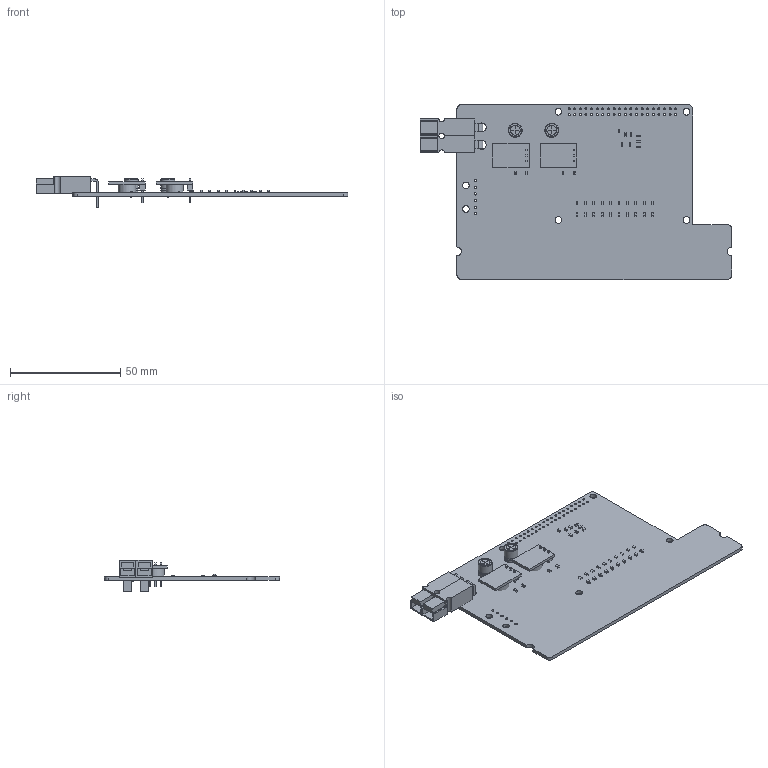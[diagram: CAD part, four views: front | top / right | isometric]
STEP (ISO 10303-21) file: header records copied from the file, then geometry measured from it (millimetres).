
FILE_DESCRIPTION(('KiCad electronic assembly'),'2;1');
FILE_NAME('NavBoard_Hardware.step','2021-11-18T18:32:51',('An Author'),( 'A Company'),'Open CASCADE STEP processor 6.9', 'KiCad to STEP converter','Unknown');
FILE_SCHEMA(('AUTOMOTIVE_DESIGN { 1 0 10303 214 1 1 1 1 }'));
Length unit declared in the file: millimetre
Products named in the file (14): Open CASCADE STEP translator 6.9 1; CP_Radial_D6.3mm_P2.50mm; SOLID; C_0603_1608Metric; Anderson_2_Horizontal_Side_by_Side; COMPOUND; LED_0603_1608Metric; R_0603_1608Metric; OKI
Assembly tree (44 placements, depth 3):
  Open CASCADE STEP translator 6.9 1
    CP_Radial_D6.3mm_P2.50mm  x2
      SOLID
    C_0603_1608Metric  x12
      SOLID
    Anderson_2_Horizontal_Side_by_Side
      COMPOUND
    LED_0603_1608Metric  x10
      SOLID
    R_0603_1608Metric  x10
      SOLID
    OKI  x2
      SOLID
    COMPOUND
Bounding box: 141.12 x 79.25 x 14.48 mm (x, y, z)
Volume: 17933.7 mm3; surface area: 22882.5 mm2
Topology: 39 solids, 41 shells, 1423 faces, 3699 edges, 2418 vertices
Faces by surface type: plane 992, cylinder 411, revolution 8, bspline 8, torus 4
Full cylindrical faces by diameter (mm): 0.5 x4, 0.8 x4, 0.889 x6, 0.9 x40, 1.02 x6, 3 x6, 4.06 x2, 7.874 x2
Entity records: 25613 total; most frequent: CARTESIAN_POINT 4730, DIRECTION 3631, LINE 2137, VECTOR 2137, ORIENTED_EDGE 1788, PCURVE 1788, DEFINITIONAL_REPRESENTATION 1788, EDGE_CURVE 894
